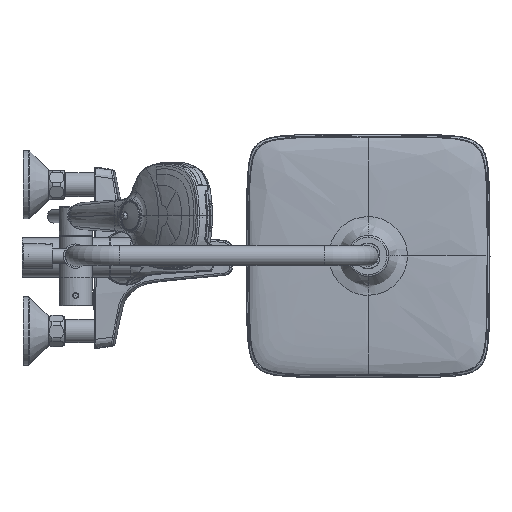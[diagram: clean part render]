
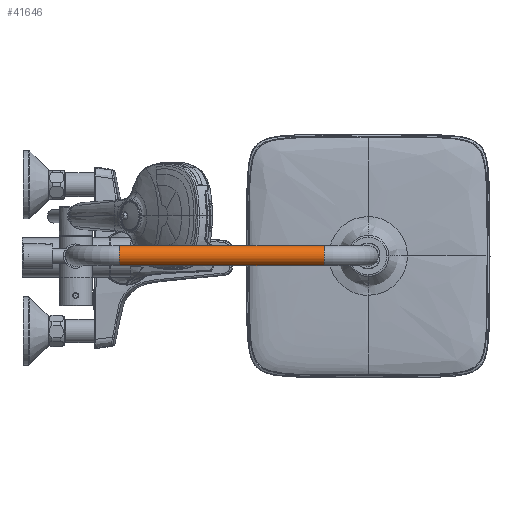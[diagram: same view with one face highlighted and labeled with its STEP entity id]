
A CAD part, top view. The second image highlights one B-rep face of the part: STEP entity #41646.
In plain terms, the highlighted cylindrical face has radius 10.3 mm (diameter 20.6 mm), a full revolution.
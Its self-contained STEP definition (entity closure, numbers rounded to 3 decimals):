
#2716=CYLINDRICAL_SURFACE('',#44108,10.3);
#3871=CIRCLE('',#44107,10.3);
#3872=CIRCLE('',#44109,10.3);
#11748=ORIENTED_EDGE('',*,*,#16804,.T.);
#11749=ORIENTED_EDGE('',*,*,#16803,.T.);
#16803=EDGE_CURVE('',#21052,#21052,#3871,.T.);
#16804=EDGE_CURVE('',#21053,#21053,#3872,.T.);
#21052=VERTEX_POINT('',#129407);
#21053=VERTEX_POINT('',#129410);
#28113=EDGE_LOOP('',(#11748));
#28114=EDGE_LOOP('',(#11749));
#31719=FACE_BOUND('',#28113,.T.);
#31720=FACE_BOUND('',#28114,.T.);
#41646=ADVANCED_FACE('',(#31719,#31720),#2716,.T.);
#44107=AXIS2_PLACEMENT_3D('',#129406,#49300,#49301);
#44108=AXIS2_PLACEMENT_3D('',#129408,#49302,#49303);
#44109=AXIS2_PLACEMENT_3D('',#129409,#49304,#49305);
#49300=DIRECTION('',(-1.,0.,0.));
#49301=DIRECTION('',(0.,0.,-1.));
#49302=DIRECTION('',(1.,0.,0.));
#49303=DIRECTION('',(0.,0.,1.));
#49304=DIRECTION('',(1.,0.,0.));
#49305=DIRECTION('',(0.,0.,-1.));
#129406=CARTESIAN_POINT('',(278.5,0.,1198.543));
#129407=CARTESIAN_POINT('',(278.5,0.,1188.243));
#129408=CARTESIAN_POINT('',(68.5,0.,1198.543));
#129409=CARTESIAN_POINT('',(68.5,0.,1198.543));
#129410=CARTESIAN_POINT('',(68.5,0.,1188.243));
